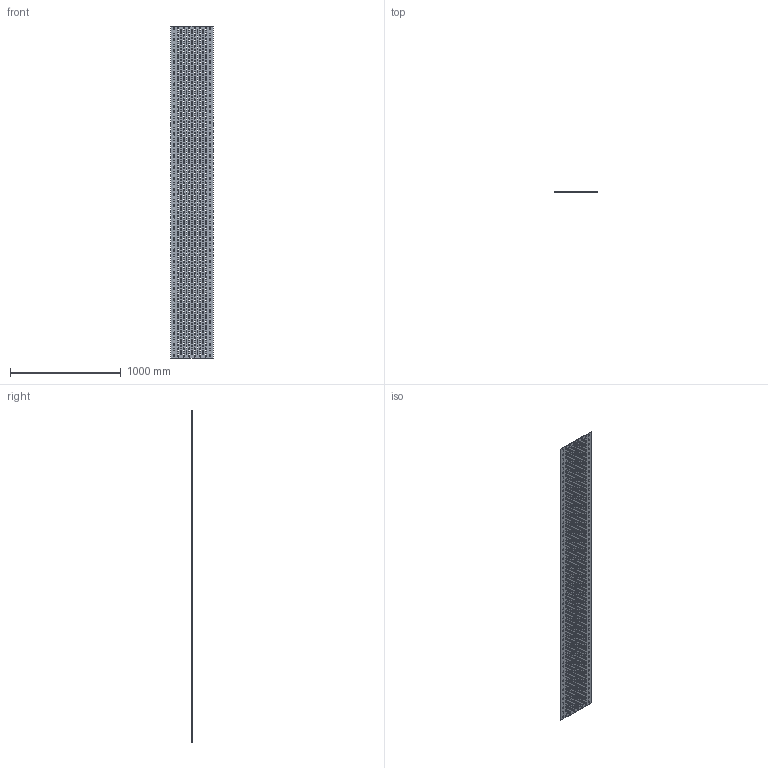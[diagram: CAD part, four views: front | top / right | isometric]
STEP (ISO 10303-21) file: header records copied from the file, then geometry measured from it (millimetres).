
FILE_DESCRIPTION (( 'STEP AP214' ), '1' );
FILE_NAME ('6103360.stp', '2017-03-21T12:00:40', ( '' ), ( '' ), 'SwSTEP 2.0', 'SolidWorks 2016', '' );
FILE_SCHEMA (( 'AUTOMOTIVE_DESIGN' ));
Length unit declared in the file: millimetre
Products named in the file (1): 6103360
Bounding box: 385 x 1 x 3000 mm (x, y, z)
Volume: 999519.7 mm3; surface area: 2059282.9 mm2
Topology: 1 solids, 1 shells, 4841 faces, 14157 edges, 9438 vertices
Faces by surface type: cylinder 2325, plane 2036, bspline 480
Entity records: 186815 total; most frequent: CARTESIAN_POINT 53877, ORIENTED_EDGE 28314, DIRECTION 26571, EDGE_CURVE 14157, VERTEX_POINT 9438, AXIS2_PLACEMENT_3D 9012, LINE 8547, VECTOR 8547
